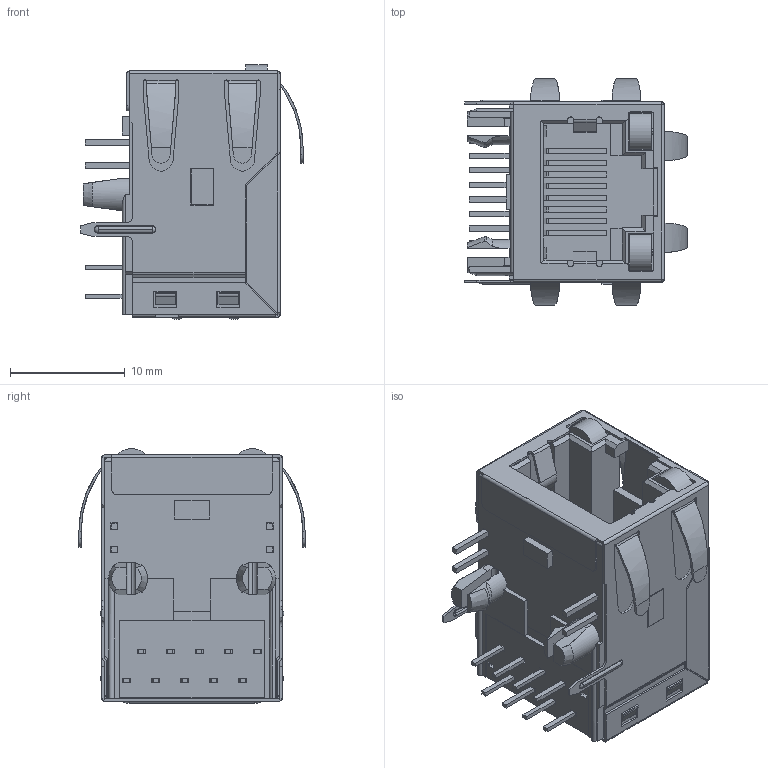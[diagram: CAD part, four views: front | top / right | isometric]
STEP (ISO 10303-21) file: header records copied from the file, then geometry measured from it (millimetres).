
FILE_DESCRIPTION(/* description */ (''),/* implementation_level */ '2;1');
FILE_NAME(/* name */ 'JXD1-0008NL v2.step',/* time_stamp */ '2022-01-02T14:14:13-08:00',/* author */ (''),/* organization */ (''),/* preprocessor_version */ 'ST-DEVELOPER v18.1',/* originating_system */ 'Autodesk Translation Framework v10.10.0.1391',/* authorisation */ '');
FILE_SCHEMA (('AUTOMOTIVE_DESIGN { 1 0 10303 214 3 1 1 }'));
Products named in the file (2): JXD1-0008NL; JXD1-0008NL_1
Assembly tree (1 placements, depth 2):
  JXD1-0008NL
    JXD1-0008NL_1
Bounding box: 19.4 x 19.75 x 22.25 mm (x, y, z)
Surface area: 5640.6 mm2 (no closed solid volume)
Topology: 0 solids, 1386 shells, 1386 faces, 6927 edges, 6925 vertices
Faces by surface type: plane 974, cylinder 312, bspline 60, sphere 18, torus 16, cone 6
Entity records: 78682 total; most frequent: CARTESIAN_POINT 22351, DIRECTION 10646, VERTEX_POINT 6925, EDGE_CURVE 6925, ORIENTED_EDGE 6925, LINE 5372, VECTOR 5372, AXIS2_PLACEMENT_3D 2637
